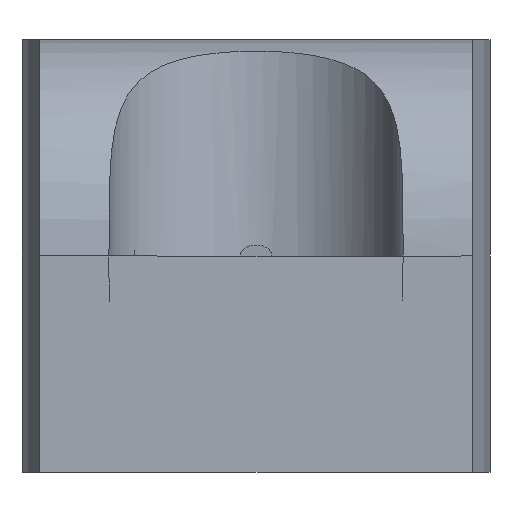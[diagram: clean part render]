
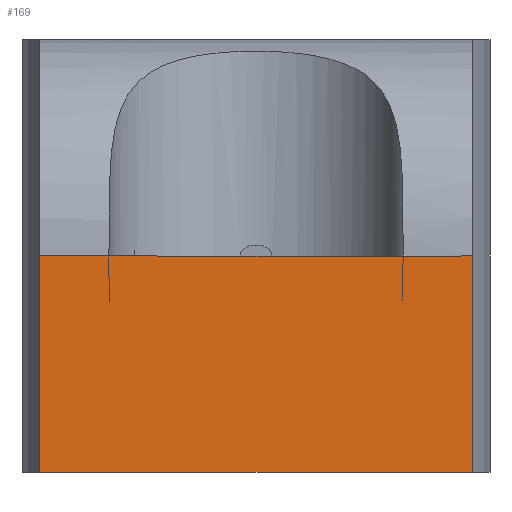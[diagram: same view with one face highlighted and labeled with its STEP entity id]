
A CAD part, left-side view. The second image highlights one B-rep face of the part: STEP entity #169.
In plain terms, the highlighted planar face has unit normal (-1, 0, 0).
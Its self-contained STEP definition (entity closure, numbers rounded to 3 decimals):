
#73=CARTESIAN_POINT('',(-12.5,-8.5,12.5));
#74=VERTEX_POINT('',#73);
#75=CARTESIAN_POINT('',(-12.5,8.5,12.5));
#76=VERTEX_POINT('',#75);
#114=CARTESIAN_POINT('',(-12.5,-8.5,12.5));
#115=DIRECTION('',(0.0,1.0,0.0));
#116=VECTOR('',#115,17.0);
#117=LINE('',#114,#116);
#118=EDGE_CURVE('',#74,#76,#117,.T.);
#123=CARTESIAN_POINT('',(-12.5,-12.5,0.0));
#124=DIRECTION('',(-1.0,0.0,0.0));
#125=DIRECTION('',(0.0,0.0,1.0));
#126=AXIS2_PLACEMENT_3D('',#123,#124,#125);
#127=PLANE('',#126);
#128=CARTESIAN_POINT('',(-12.5,12.5,12.5));
#129=VERTEX_POINT('',#128);
#130=CARTESIAN_POINT('',(-12.5,12.5,0.0));
#131=VERTEX_POINT('',#130);
#132=CARTESIAN_POINT('',(-12.5,12.5,12.5));
#133=DIRECTION('',(0.0,0.0,-1.0));
#134=VECTOR('',#133,12.5);
#135=LINE('',#132,#134);
#136=EDGE_CURVE('',#129,#131,#135,.T.);
#137=ORIENTED_EDGE('',*,*,#136,.T.);
#138=CARTESIAN_POINT('',(-12.5,-12.5,0.0));
#139=VERTEX_POINT('',#138);
#140=CARTESIAN_POINT('',(-12.5,-12.5,0.0));
#141=DIRECTION('',(0.0,1.0,0.0));
#142=VECTOR('',#141,25.0);
#143=LINE('',#140,#142);
#144=EDGE_CURVE('',#139,#131,#143,.T.);
#145=ORIENTED_EDGE('',*,*,#144,.F.);
#146=CARTESIAN_POINT('',(-12.5,-12.5,12.5));
#147=VERTEX_POINT('',#146);
#148=CARTESIAN_POINT('',(-12.5,-12.5,12.5));
#149=DIRECTION('',(0.0,0.0,-1.0));
#150=VECTOR('',#149,12.5);
#151=LINE('',#148,#150);
#152=EDGE_CURVE('',#147,#139,#151,.T.);
#153=ORIENTED_EDGE('',*,*,#152,.F.);
#154=CARTESIAN_POINT('',(-12.5,-12.5,12.5));
#155=DIRECTION('',(0.0,1.0,0.0));
#156=VECTOR('',#155,4.0);
#157=LINE('',#154,#156);
#158=EDGE_CURVE('',#147,#74,#157,.T.);
#159=ORIENTED_EDGE('',*,*,#158,.T.);
#160=ORIENTED_EDGE('',*,*,#118,.T.);
#161=CARTESIAN_POINT('',(-12.5,8.5,12.5));
#162=DIRECTION('',(0.0,1.0,0.0));
#163=VECTOR('',#162,4.0);
#164=LINE('',#161,#163);
#165=EDGE_CURVE('',#76,#129,#164,.T.);
#166=ORIENTED_EDGE('',*,*,#165,.T.);
#167=EDGE_LOOP('',(#137,#145,#153,#159,#160,#166));
#168=FACE_OUTER_BOUND('',#167,.T.);
#169=ADVANCED_FACE('',(#168),#127,.T.);
